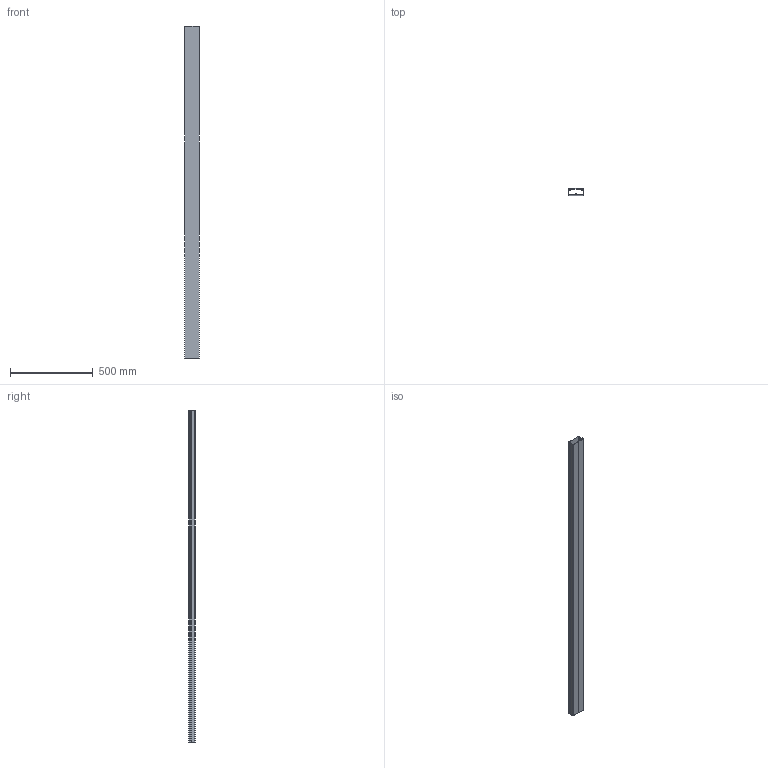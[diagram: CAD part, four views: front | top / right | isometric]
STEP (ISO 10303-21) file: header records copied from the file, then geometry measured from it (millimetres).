
FILE_DESCRIPTION(/* description */ (''),/* implementation_level */ '2;1');
FILE_NAME(/* name */ '6021018',/* time_stamp */ '2015-08-20T13:40:45+02:00',/* author */ (''),/* organization */ (''),/* preprocessor_version */ 'ST-DEVELOPER v15',/* originating_system */ '',/* authorisation */ '');
FILE_SCHEMA (('CONFIG_CONTROL_DESIGN'));
Length unit declared in the file: millimetre
Products named in the file (1): Document
Bounding box: 88.5 x 39.5 x 2000 mm (x, y, z)
Volume: 1017004.4 mm3; surface area: 1235955.1 mm2
Topology: 2 solids, 2 shells, 76 faces, 216 edges, 144 vertices
Faces by surface type: bspline 60, plane 16
Entity records: 2318 total; most frequent: CARTESIAN_POINT 1114, ORIENTED_EDGE 432, EDGE_CURVE 216, VERTEX_POINT 144, ADVANCED_FACE 76, FACE_OUTER_BOUND 76, EDGE_LOOP 76, B_SPLINE_CURVE_WITH_KNOTS 42
